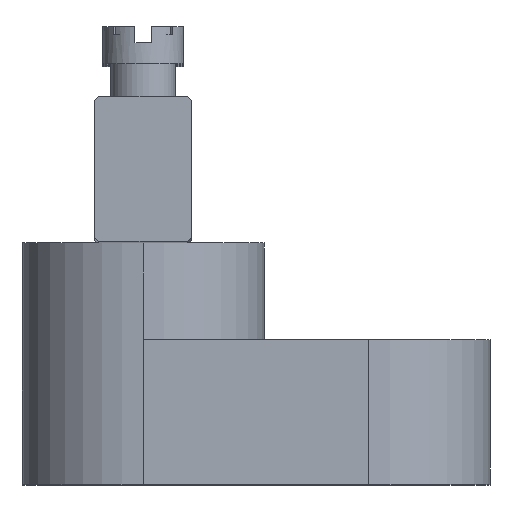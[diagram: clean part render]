
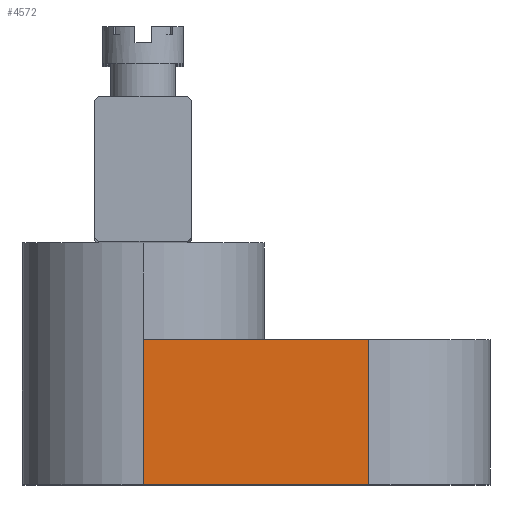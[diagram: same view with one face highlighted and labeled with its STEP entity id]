
A CAD part, top view. The second image highlights one B-rep face of the part: STEP entity #4572.
In plain terms, the highlighted planar face has unit normal (0, 0, 1).
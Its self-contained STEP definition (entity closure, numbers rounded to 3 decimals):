
#520 = ORIENTED_EDGE ( 'NONE', *, *, #3760, .T. ) ;
#809 = ORIENTED_EDGE ( 'NONE', *, *, #3875, .F. ) ;
#1333 = CARTESIAN_POINT ( 'NONE',  ( -7., 9., 7.5 ) ) ;
#1437 = VECTOR ( 'NONE', #7271, 1000. ) ;
#1879 = ORIENTED_EDGE ( 'NONE', *, *, #3844, .T. ) ;
#2217 = VERTEX_POINT ( 'NONE', #4313 ) ;
#2413 = VERTEX_POINT ( 'NONE', #3415 ) ;
#2510 = LINE ( 'NONE', #4679, #5915 ) ;
#2931 = LINE ( 'NONE', #6427, #4318 ) ;
#3415 = CARTESIAN_POINT ( 'NONE',  ( 7., 9., 7.5 ) ) ;
#3760 = EDGE_CURVE ( 'NONE', #6067, #2413, #8377, .T. ) ;
#3844 = EDGE_CURVE ( 'NONE', #2217, #6067, #2931, .T. ) ;
#3856 = EDGE_CURVE ( 'NONE', #2217, #5887, #2510, .T. ) ;
#3875 = EDGE_CURVE ( 'NONE', #5887, #2413, #7472, .T. ) ;
#4313 = CARTESIAN_POINT ( 'NONE',  ( -7., 0., 7.5 ) ) ;
#4318 = VECTOR ( 'NONE', #5227, 1000. ) ;
#4449 = CARTESIAN_POINT ( 'NONE',  ( -14.5, 9., 7.5 ) ) ;
#4508 = DIRECTION ( 'NONE',  ( 1., 0., 0. ) ) ;
#4514 = EDGE_LOOP ( 'NONE', ( #520, #809, #5853, #1879 ) ) ;
#4572 = ADVANCED_FACE ( 'NONE', ( #5804 ), #7613, .F. ) ;
#4679 = CARTESIAN_POINT ( 'NONE',  ( -7., -10.607, 7.5 ) ) ;
#4778 = DIRECTION ( 'NONE',  ( 0., 1., 0. ) ) ;
#5227 = DIRECTION ( 'NONE',  ( 1., 0., 0. ) ) ;
#5695 = VECTOR ( 'NONE', #4508, 1000. ) ;
#5804 = FACE_OUTER_BOUND ( 'NONE', #4514, .T. ) ;
#5853 = ORIENTED_EDGE ( 'NONE', *, *, #3856, .F. ) ;
#5887 = VERTEX_POINT ( 'NONE', #1333 ) ;
#5915 = VECTOR ( 'NONE', #4778, 1000. ) ;
#6067 = VERTEX_POINT ( 'NONE', #8316 ) ;
#6427 = CARTESIAN_POINT ( 'NONE',  ( -14.5, 0., 7.5 ) ) ;
#7004 = CARTESIAN_POINT ( 'NONE',  ( 7., -10.607, 7.5 ) ) ;
#7200 = AXIS2_PLACEMENT_3D ( 'NONE', #7519, #7478, #7469 ) ;
#7271 = DIRECTION ( 'NONE',  ( 0., 1., 0. ) ) ;
#7469 = DIRECTION ( 'NONE',  ( -1., 0., 0. ) ) ;
#7472 = LINE ( 'NONE', #4449, #5695 ) ;
#7478 = DIRECTION ( 'NONE',  ( 0., 0., -1. ) ) ;
#7519 = CARTESIAN_POINT ( 'NONE',  ( -14.5, 9., 7.5 ) ) ;
#7613 = PLANE ( 'NONE',  #7200 ) ;
#8316 = CARTESIAN_POINT ( 'NONE',  ( 7., 0., 7.5 ) ) ;
#8377 = LINE ( 'NONE', #7004, #1437 ) ;
